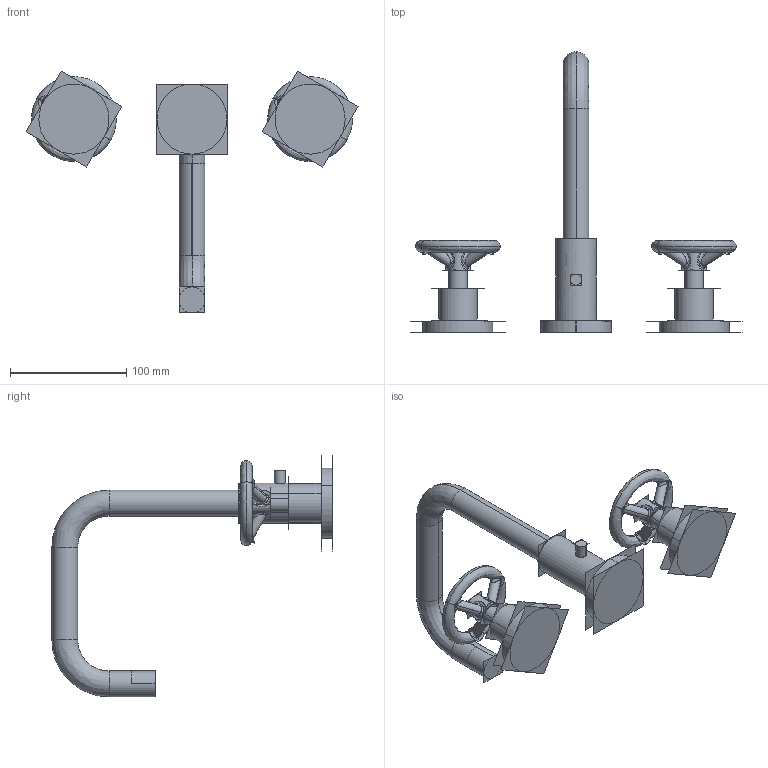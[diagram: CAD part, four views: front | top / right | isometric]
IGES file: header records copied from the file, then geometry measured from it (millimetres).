
Start section:  PTC IGES file: asm0006_asm_1_asm.igs
Global section: file name: asm0006_asm_1_asm.igs; native system: Creo Parametric by PTC Inc.; preprocessor: 2018400; author: jinson.thomas; organization: Unknown; date: 20201127.150853; units: inch
Bounding box: 285.63 x 241.22 x 207.91 mm (x, y, z)
Volume: 392081.6 mm3; surface area: 336984.1 mm2
Topology: 3 solids, 3 shells, 210 faces, 1040 edges, 1306 vertices
Faces by surface type: revolution 108, bspline 102
